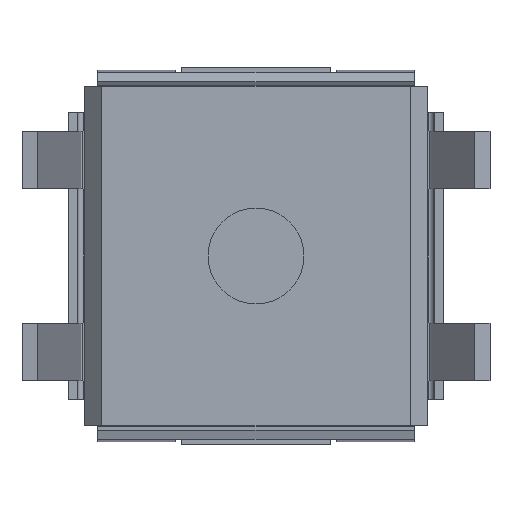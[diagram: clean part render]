
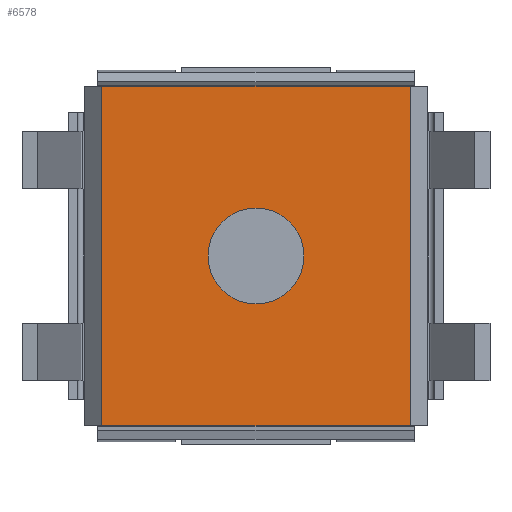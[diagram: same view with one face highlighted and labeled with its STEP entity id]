
A CAD part, front view. The second image highlights one B-rep face of the part: STEP entity #6578.
In plain terms, the highlighted planar face has unit normal (0, -1, 0).
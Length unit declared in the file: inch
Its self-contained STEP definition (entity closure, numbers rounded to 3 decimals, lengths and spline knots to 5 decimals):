
#1810=DIRECTION('',(0.,0.,1.));
#1811=VECTOR('',#1810,0.177);
#1812=CARTESIAN_POINT('',(-0.0805,-0.081,-0.0885));
#1813=LINE('',#1812,#1811);
#1826=DIRECTION('',(-1.,0.,0.));
#1827=VECTOR('',#1826,0.161);
#1828=CARTESIAN_POINT('',(0.0805,-0.081,-0.0885));
#1829=LINE('',#1828,#1827);
#1830=DIRECTION('',(1.,0.,0.));
#1831=VECTOR('',#1830,0.161);
#1832=CARTESIAN_POINT('',(-0.0805,-0.081,0.0885));
#1833=LINE('',#1832,#1831);
#1834=CARTESIAN_POINT('',(0.,-0.081,0.));
#1835=DIRECTION('',(0.,1.,0.));
#1836=DIRECTION('',(0.,0.,-1.));
#1837=AXIS2_PLACEMENT_3D('',#1834,#1835,#1836);
#1839=CARTESIAN_POINT('',(0.,-0.081,0.));
#1840=DIRECTION('',(0.,1.,0.));
#1841=DIRECTION('',(0.,0.,1.));
#1842=AXIS2_PLACEMENT_3D('',#1839,#1840,#1841);
#1844=DIRECTION('',(0.,0.,-1.));
#1845=VECTOR('',#1844,0.177);
#1846=CARTESIAN_POINT('',(0.0805,-0.081,0.0885));
#1847=LINE('',#1846,#1845);
#4437=CARTESIAN_POINT('',(-0.0805,-0.081,-0.0885));
#4438=CARTESIAN_POINT('',(-0.0805,-0.081,0.0885));
#4439=VERTEX_POINT('',#4437);
#4440=VERTEX_POINT('',#4438);
#4445=CARTESIAN_POINT('',(0.0805,-0.081,0.0885));
#4446=CARTESIAN_POINT('',(0.0805,-0.081,-0.0885));
#4447=VERTEX_POINT('',#4445);
#4448=VERTEX_POINT('',#4446);
#4489=CARTESIAN_POINT('',(0.,-0.081,-0.025));
#4490=CARTESIAN_POINT('',(0.,-0.081,0.025));
#4491=VERTEX_POINT('',#4489);
#4492=VERTEX_POINT('',#4490);
#6560=CARTESIAN_POINT('',(0.,-0.081,0.));
#6561=DIRECTION('',(0.,1.,0.));
#6562=DIRECTION('',(0.,0.,1.));
#6563=AXIS2_PLACEMENT_3D('',#6560,#6561,#6562);
#6564=PLANE('',#6563);
#6565=ORIENTED_EDGE('',*,*,#5459,.T.);
#6566=ORIENTED_EDGE('',*,*,#6552,.T.);
#6567=ORIENTED_EDGE('',*,*,#6213,.T.);
#6569=ORIENTED_EDGE('',*,*,#6568,.T.);
#6570=EDGE_LOOP('',(#6565,#6566,#6567,#6569));
#6571=FACE_OUTER_BOUND('',#6570,.F.);
#6573=ORIENTED_EDGE('',*,*,#6572,.F.);
#6575=ORIENTED_EDGE('',*,*,#6574,.F.);
#6576=EDGE_LOOP('',(#6573,#6575));
#6577=FACE_BOUND('',#6576,.F.);
#6578=ADVANCED_FACE('',(#6571,#6577),#6564,.F.);
#1838=CIRCLE('',#1837,0.025);
#1843=CIRCLE('',#1842,0.025);
#5459=EDGE_CURVE('',#4448,#4439,#1829,.T.);
#6213=EDGE_CURVE('',#4440,#4447,#1833,.T.);
#6552=EDGE_CURVE('',#4439,#4440,#1813,.T.);
#6568=EDGE_CURVE('',#4447,#4448,#1847,.T.);
#6572=EDGE_CURVE('',#4491,#4492,#1838,.T.);
#6574=EDGE_CURVE('',#4492,#4491,#1843,.T.);
